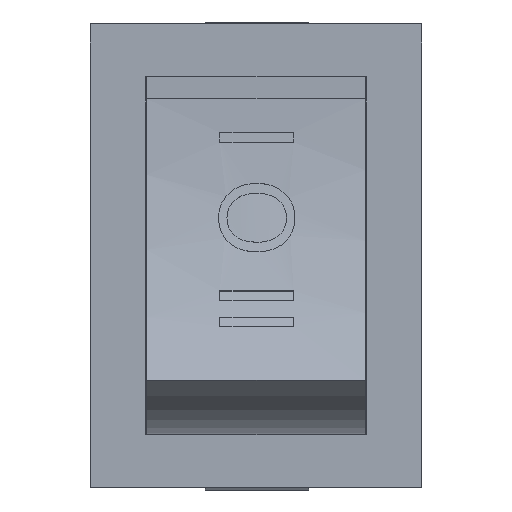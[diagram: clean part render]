
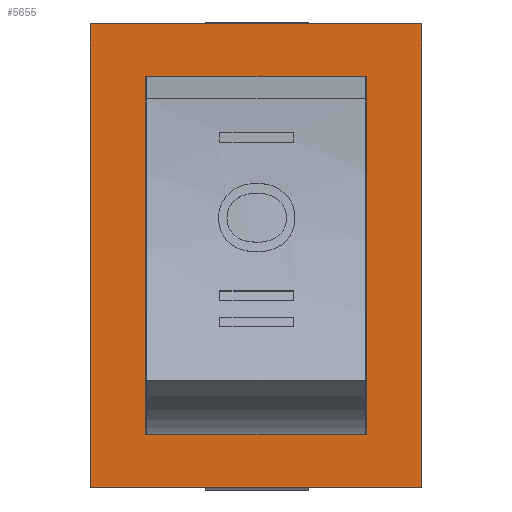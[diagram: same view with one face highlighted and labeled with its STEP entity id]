
A CAD part, top view. The second image highlights one B-rep face of the part: STEP entity #5655.
In plain terms, the highlighted free-form (B-spline) face has degree [1, 1] with [2, 2] control points.
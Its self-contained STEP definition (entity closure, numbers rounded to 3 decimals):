
#5571 = EDGE_CURVE('',#5572,#5574,#5576,.T.);
#5572 = VERTEX_POINT('',#5573);
#5573 = CARTESIAN_POINT('',(-10.618,14.865,
    2.831));
#5574 = VERTEX_POINT('',#5575);
#5575 = CARTESIAN_POINT('',(10.618,14.865,
    2.831));
#5576 = B_SPLINE_CURVE_WITH_KNOTS('',1,(#5577,#5578),.UNSPECIFIED.,.F.,
  .F.,(2,2),(-15.,0.),.PIECEWISE_BEZIER_KNOTS.);
#5577 = CARTESIAN_POINT('',(-10.618,14.865,
    2.831));
#5578 = CARTESIAN_POINT('',(10.618,14.865,
    2.831));
#5599 = EDGE_CURVE('',#5574,#5600,#5602,.T.);
#5600 = VERTEX_POINT('',#5601);
#5601 = CARTESIAN_POINT('',(10.618,-14.865,2.831
    ));
#5602 = B_SPLINE_CURVE_WITH_KNOTS('',1,(#5603,#5604),.UNSPECIFIED.,.F.,
  .F.,(2,2),(-21.,0.),.PIECEWISE_BEZIER_KNOTS.);
#5603 = CARTESIAN_POINT('',(10.618,14.865,
    2.831));
#5604 = CARTESIAN_POINT('',(10.618,-14.865,2.831
    ));
#5621 = EDGE_CURVE('',#5600,#5622,#5624,.T.);
#5622 = VERTEX_POINT('',#5623);
#5623 = CARTESIAN_POINT('',(-10.618,-14.865,2.831
    ));
#5624 = B_SPLINE_CURVE_WITH_KNOTS('',1,(#5625,#5626),.UNSPECIFIED.,.F.,
  .F.,(2,2),(-15.,0.),.PIECEWISE_BEZIER_KNOTS.);
#5625 = CARTESIAN_POINT('',(10.618,-14.865,2.831
    ));
#5626 = CARTESIAN_POINT('',(-10.618,-14.865,2.831
    ));
#5643 = EDGE_CURVE('',#5622,#5572,#5644,.T.);
#5644 = B_SPLINE_CURVE_WITH_KNOTS('',1,(#5645,#5646),.UNSPECIFIED.,.F.,
  .F.,(2,2),(-21.,0.),.PIECEWISE_BEZIER_KNOTS.);
#5645 = CARTESIAN_POINT('',(-10.618,-14.865,2.831
    ));
#5646 = CARTESIAN_POINT('',(-10.618,14.865,
    2.831));
#5655 = ADVANCED_FACE('',(#5656,#5700),#5706,.T.);
#5656 = FACE_BOUND('',#5657,.T.);
#5657 = EDGE_LOOP('',(#5658,#5667,#5674,#5681,#5688,#5695));
#5658 = ORIENTED_EDGE('',*,*,#5659,.T.);
#5659 = EDGE_CURVE('',#5660,#5662,#5664,.T.);
#5660 = VERTEX_POINT('',#5661);
#5661 = CARTESIAN_POINT('',(7.079,-11.467,
    2.831));
#5662 = VERTEX_POINT('',#5663);
#5663 = CARTESIAN_POINT('',(-7.079,-11.467,
    2.831));
#5664 = B_SPLINE_CURVE_WITH_KNOTS('',1,(#5665,#5666),.UNSPECIFIED.,.F.,
  .F.,(2,2),(-5.,5.),.PIECEWISE_BEZIER_KNOTS.);
#5665 = CARTESIAN_POINT('',(7.079,-11.467,
    2.831));
#5666 = CARTESIAN_POINT('',(-7.079,-11.467,
    2.831));
#5667 = ORIENTED_EDGE('',*,*,#5668,.T.);
#5668 = EDGE_CURVE('',#5662,#5669,#5671,.T.);
#5669 = VERTEX_POINT('',#5670);
#5670 = CARTESIAN_POINT('',(-7.079,11.467,
    2.831));
#5671 = B_SPLINE_CURVE_WITH_KNOTS('',1,(#5672,#5673),.UNSPECIFIED.,.F.,
  .F.,(2,2),(-8.1,8.1),.PIECEWISE_BEZIER_KNOTS.);
#5672 = CARTESIAN_POINT('',(-7.079,-11.467,
    2.831));
#5673 = CARTESIAN_POINT('',(-7.079,11.467,
    2.831));
#5674 = ORIENTED_EDGE('',*,*,#5675,.T.);
#5675 = EDGE_CURVE('',#5669,#5676,#5678,.T.);
#5676 = VERTEX_POINT('',#5677);
#5677 = CARTESIAN_POINT('',(-7.008,11.467,
    2.831));
#5678 = B_SPLINE_CURVE_WITH_KNOTS('',1,(#5679,#5680),.UNSPECIFIED.,.F.,
  .F.,(2,2),(-5.,-4.95),.PIECEWISE_BEZIER_KNOTS.);
#5679 = CARTESIAN_POINT('',(-7.079,11.467,
    2.831));
#5680 = CARTESIAN_POINT('',(-7.008,11.467,
    2.831));
#5681 = ORIENTED_EDGE('',*,*,#5682,.T.);
#5682 = EDGE_CURVE('',#5676,#5683,#5685,.T.);
#5683 = VERTEX_POINT('',#5684);
#5684 = CARTESIAN_POINT('',(7.008,11.467,
    2.831));
#5685 = B_SPLINE_CURVE_WITH_KNOTS('',1,(#5686,#5687),.UNSPECIFIED.,.F.,
  .F.,(2,2),(-4.95,4.95),.PIECEWISE_BEZIER_KNOTS.);
#5686 = CARTESIAN_POINT('',(-7.008,11.467,
    2.831));
#5687 = CARTESIAN_POINT('',(7.008,11.467,
    2.831));
#5688 = ORIENTED_EDGE('',*,*,#5689,.T.);
#5689 = EDGE_CURVE('',#5683,#5690,#5692,.T.);
#5690 = VERTEX_POINT('',#5691);
#5691 = CARTESIAN_POINT('',(7.079,11.467,
    2.831));
#5692 = B_SPLINE_CURVE_WITH_KNOTS('',1,(#5693,#5694),.UNSPECIFIED.,.F.,
  .F.,(2,2),(4.95,5.),.PIECEWISE_BEZIER_KNOTS.);
#5693 = CARTESIAN_POINT('',(7.008,11.467,
    2.831));
#5694 = CARTESIAN_POINT('',(7.079,11.467,
    2.831));
#5695 = ORIENTED_EDGE('',*,*,#5696,.T.);
#5696 = EDGE_CURVE('',#5690,#5660,#5697,.T.);
#5697 = B_SPLINE_CURVE_WITH_KNOTS('',1,(#5698,#5699),.UNSPECIFIED.,.F.,
  .F.,(2,2),(-8.1,8.1),.PIECEWISE_BEZIER_KNOTS.);
#5698 = CARTESIAN_POINT('',(7.079,11.467,
    2.831));
#5699 = CARTESIAN_POINT('',(7.079,-11.467,
    2.831));
#5700 = FACE_BOUND('',#5701,.T.);
#5701 = EDGE_LOOP('',(#5702,#5703,#5704,#5705));
#5702 = ORIENTED_EDGE('',*,*,#5571,.F.);
#5703 = ORIENTED_EDGE('',*,*,#5643,.F.);
#5704 = ORIENTED_EDGE('',*,*,#5621,.F.);
#5705 = ORIENTED_EDGE('',*,*,#5599,.F.);
#5706 = B_SPLINE_SURFACE_WITH_KNOTS('',1,1,(
    (#5707,#5708)
    ,(#5709,#5710
    )),.UNSPECIFIED.,.F.,.F.,.F.,(2,2),(2,2),(-7.5,7.5),(-10.5,10.5),
  .PIECEWISE_BEZIER_KNOTS.);
#5707 = CARTESIAN_POINT('',(-10.618,-14.865,2.831
    ));
#5708 = CARTESIAN_POINT('',(-10.618,14.865,
    2.831));
#5709 = CARTESIAN_POINT('',(10.618,-14.865,2.831
    ));
#5710 = CARTESIAN_POINT('',(10.618,14.865,
    2.831));
